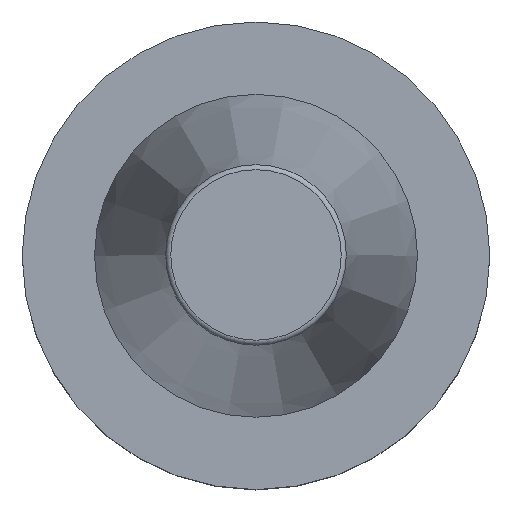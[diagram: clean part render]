
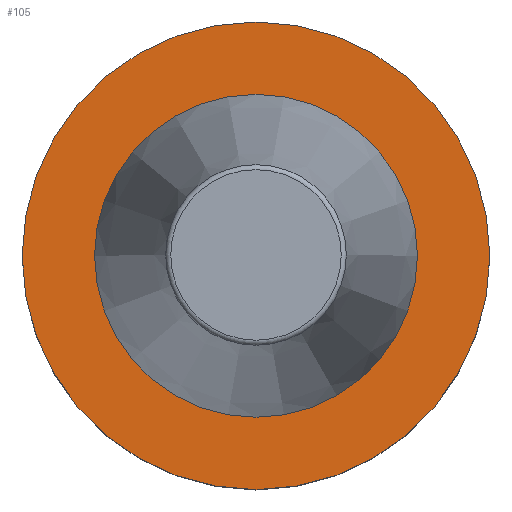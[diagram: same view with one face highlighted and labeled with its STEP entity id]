
A CAD part, top view. The second image highlights one B-rep face of the part: STEP entity #105.
In plain terms, the highlighted planar face has unit normal (0, 0, 1).
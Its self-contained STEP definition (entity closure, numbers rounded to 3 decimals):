
#60=FACE_BOUND('',#146,.T.);
#61=FACE_BOUND('',#147,.T.);
#105=ADVANCED_FACE('',(#60,#61),#127,.T.);
#127=PLANE('',#362);
#146=EDGE_LOOP('',(#196));
#147=EDGE_LOOP('',(#197));
#196=ORIENTED_EDGE('',*,*,#267,.T.);
#197=ORIENTED_EDGE('',*,*,#266,.F.);
#241=VERTEX_POINT('',#535);
#242=VERTEX_POINT('',#538);
#266=EDGE_CURVE('',#241,#241,#291,.T.);
#267=EDGE_CURVE('',#242,#242,#292,.T.);
#291=CIRCLE('',#359,15.575);
#292=CIRCLE('',#361,22.99);
#359=AXIS2_PLACEMENT_3D('',#534,#428,#429);
#361=AXIS2_PLACEMENT_3D('',#537,#432,#433);
#362=AXIS2_PLACEMENT_3D('',#539,#434,#435);
#428=DIRECTION('',(0.,0.,1.));
#429=DIRECTION('',(1.,0.,0.));
#432=DIRECTION('',(0.,0.,1.));
#433=DIRECTION('',(1.,0.,0.));
#434=DIRECTION('',(0.,0.,1.));
#435=DIRECTION('',(-1.,0.,0.));
#534=CARTESIAN_POINT('',(0.,0.,-1.));
#535=CARTESIAN_POINT('',(15.575,0.,-1.));
#537=CARTESIAN_POINT('',(0.,0.,-1.));
#538=CARTESIAN_POINT('',(22.99,0.,-1.));
#539=CARTESIAN_POINT('',(0.,15.575,-1.));
